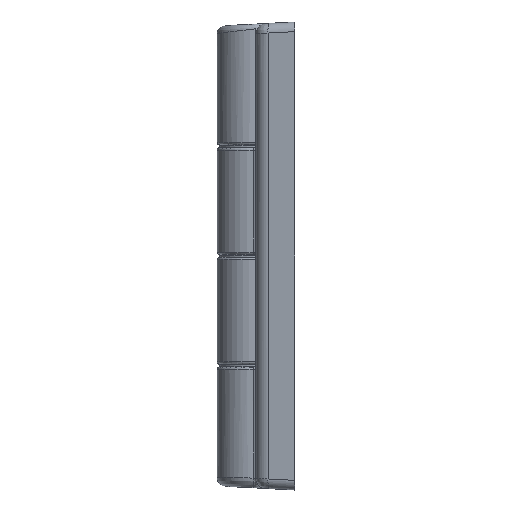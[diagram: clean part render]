
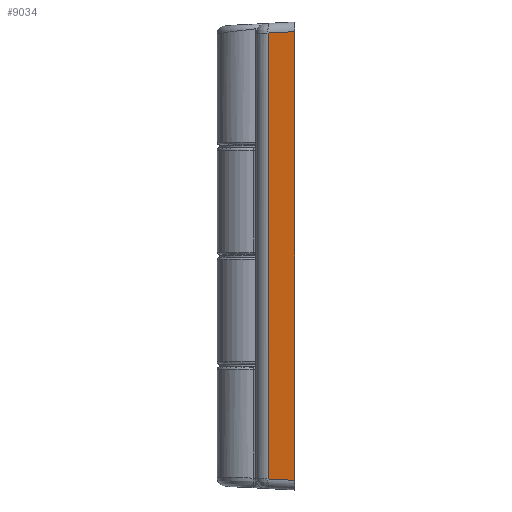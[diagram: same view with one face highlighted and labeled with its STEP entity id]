
A CAD part, left-side view. The second image highlights one B-rep face of the part: STEP entity #9034.
In plain terms, the highlighted face is planar.
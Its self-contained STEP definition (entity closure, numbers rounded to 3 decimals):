
#26 = VECTOR ( 'NONE', #9084, 1000. ) ;
#259 = CARTESIAN_POINT ( 'NONE',  ( 33.027, -2.479, -45.945 ) ) ;
#284 = CARTESIAN_POINT ( 'NONE',  ( 33.027, -2.479, 47.8 ) ) ;
#741 = VERTEX_POINT ( 'NONE', #3243 ) ;
#1178 = EDGE_CURVE ( 'NONE', #741, #7715, #3923, .T. ) ;
#1445 = VECTOR ( 'NONE', #3360, 1000. ) ;
#1625 = CARTESIAN_POINT ( 'NONE',  ( 33.027, -2.479, 45.945 ) ) ;
#2187 = ORIENTED_EDGE ( 'NONE', *, *, #4190, .T. ) ;
#2560 = DIRECTION ( 'NONE',  ( -0.985, -0.174, 0. ) ) ;
#2597 = ORIENTED_EDGE ( 'NONE', *, *, #1178, .T. ) ;
#3243 = CARTESIAN_POINT ( 'NONE',  ( 34., -8., 46.235 ) ) ;
#3360 = DIRECTION ( 'NONE',  ( -0.173, 0.983, 0.052 ) ) ;
#3630 = LINE ( 'NONE', #6309, #1445 ) ;
#3646 = ORIENTED_EDGE ( 'NONE', *, *, #5073, .T. ) ;
#3923 = LINE ( 'NONE', #7633, #26 ) ;
#3987 = VERTEX_POINT ( 'NONE', #1625 ) ;
#4190 = EDGE_CURVE ( 'NONE', #7715, #8313, #3630, .T. ) ;
#4240 = EDGE_LOOP ( 'NONE', ( #6087, #3646, #2597, #2187 ) ) ;
#4575 = VECTOR ( 'NONE', #6167, 1000. ) ;
#4697 = VECTOR ( 'NONE', #7481, 1000. ) ;
#4800 = FACE_OUTER_BOUND ( 'NONE', #4240, .T. ) ;
#5073 = EDGE_CURVE ( 'NONE', #3987, #741, #6680, .T. ) ;
#6087 = ORIENTED_EDGE ( 'NONE', *, *, #6933, .T. ) ;
#6167 = DIRECTION ( 'NONE',  ( 0., 0., 1. ) ) ;
#6309 = CARTESIAN_POINT ( 'NONE',  ( 33.159, -3.233, -45.985 ) ) ;
#6471 = CARTESIAN_POINT ( 'NONE',  ( 34., -8., -46.235 ) ) ;
#6575 = LINE ( 'NONE', #284, #4575 ) ;
#6680 = LINE ( 'NONE', #6746, #4697 ) ;
#6746 = CARTESIAN_POINT ( 'NONE',  ( 34.018, -8.101, 46.24 ) ) ;
#6933 = EDGE_CURVE ( 'NONE', #8313, #3987, #6575, .T. ) ;
#7003 = PLANE ( 'NONE',  #7413 ) ;
#7413 = AXIS2_PLACEMENT_3D ( 'NONE', #9143, #2560, #7733 ) ;
#7481 = DIRECTION ( 'NONE',  ( 0.173, -0.983, 0.052 ) ) ;
#7633 = CARTESIAN_POINT ( 'NONE',  ( 34., -8., 47.8 ) ) ;
#7715 = VERTEX_POINT ( 'NONE', #6471 ) ;
#7733 = DIRECTION ( 'NONE',  ( 0.174, -0.985, 0. ) ) ;
#8313 = VERTEX_POINT ( 'NONE', #259 ) ;
#9034 = ADVANCED_FACE ( 'NONE', ( #4800 ), #7003, .F. ) ;
#9084 = DIRECTION ( 'NONE',  ( 0., 0., -1. ) ) ;
#9143 = CARTESIAN_POINT ( 'NONE',  ( 34., -8., 47.8 ) ) ;
